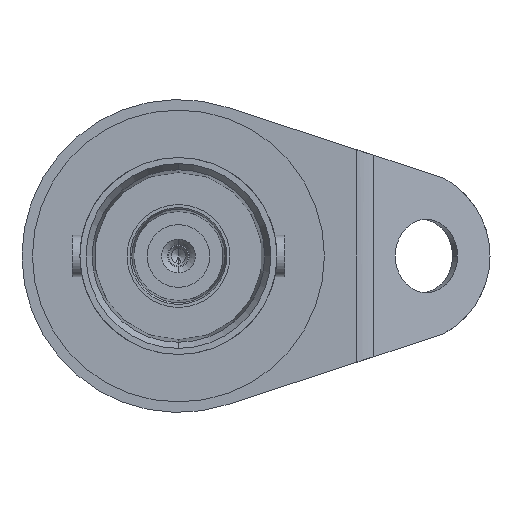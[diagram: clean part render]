
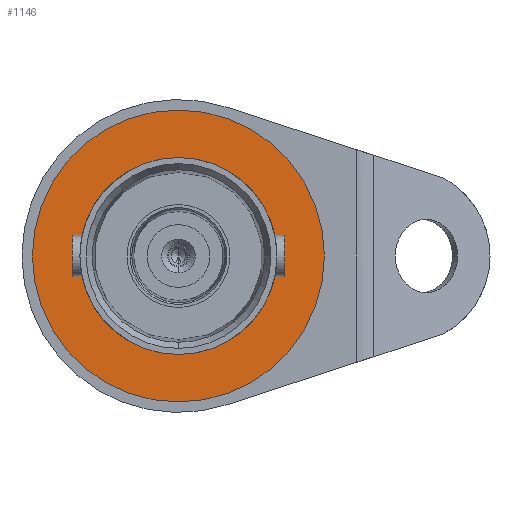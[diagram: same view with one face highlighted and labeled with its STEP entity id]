
A CAD part, left-side view. The second image highlights one B-rep face of the part: STEP entity #1146.
In plain terms, the highlighted planar face has unit normal (-1, 0, 0).
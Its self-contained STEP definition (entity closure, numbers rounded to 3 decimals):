
#505 = EDGE_CURVE ( 'NONE', #2423, #2192, #683, .T. ) ;
#648 = CARTESIAN_POINT ( 'NONE',  ( 4.064, 0., 19.878 ) ) ;
#683 = CIRCLE ( 'NONE', #4869, 4.784 ) ;
#721 = ORIENTED_EDGE ( 'NONE', *, *, #505, .F. ) ;
#1099 = EDGE_CURVE ( 'NONE', #4187, #3276, #2395, .T. ) ;
#1146 = ADVANCED_FACE ( 'NONE', ( #8832, #3179 ), #2445, .F. ) ;
#1160 = CARTESIAN_POINT ( 'NONE',  ( 4.064, 0., 15.094 ) ) ;
#1524 = AXIS2_PLACEMENT_3D ( 'NONE', #7743, #4321, #5537 ) ;
#2192 = VERTEX_POINT ( 'NONE', #5866 ) ;
#2395 = CIRCLE ( 'NONE', #6656, 7.091 ) ;
#2423 = VERTEX_POINT ( 'NONE', #648 ) ;
#2445 = PLANE ( 'NONE',  #6217 ) ;
#2464 = EDGE_CURVE ( 'NONE', #3276, #4187, #4029, .T. ) ;
#2518 = EDGE_CURVE ( 'NONE', #2192, #2423, #7428, .T. ) ;
#3179 = FACE_OUTER_BOUND ( 'NONE', #4535, .T. ) ;
#3276 = VERTEX_POINT ( 'NONE', #8263 ) ;
#3466 = DIRECTION ( 'NONE',  ( -1., 0., 0. ) ) ;
#3947 = CARTESIAN_POINT ( 'NONE',  ( 4.064, 0., 15.094 ) ) ;
#4029 = CIRCLE ( 'NONE', #1524, 7.091 ) ;
#4134 = CARTESIAN_POINT ( 'NONE',  ( 4.064, 0., 22.185 ) ) ;
#4166 = AXIS2_PLACEMENT_3D ( 'NONE', #5857, #8012, #7323 ) ;
#4187 = VERTEX_POINT ( 'NONE', #4134 ) ;
#4230 = EDGE_LOOP ( 'NONE', ( #721, #8248 ) ) ;
#4321 = DIRECTION ( 'NONE',  ( -1., 0., 0. ) ) ;
#4535 = EDGE_LOOP ( 'NONE', ( #6296, #6603 ) ) ;
#4869 = AXIS2_PLACEMENT_3D ( 'NONE', #3947, #3466, #4937 ) ;
#4937 = DIRECTION ( 'NONE',  ( 0., 0., 1. ) ) ;
#5537 = DIRECTION ( 'NONE',  ( 0., 0., 1. ) ) ;
#5857 = CARTESIAN_POINT ( 'NONE',  ( 4.064, 0., 15.094 ) ) ;
#5866 = CARTESIAN_POINT ( 'NONE',  ( 4.064, 0., 10.31 ) ) ;
#6217 = AXIS2_PLACEMENT_3D ( 'NONE', #6726, #8655, #8793 ) ;
#6296 = ORIENTED_EDGE ( 'NONE', *, *, #1099, .T. ) ;
#6603 = ORIENTED_EDGE ( 'NONE', *, *, #2464, .T. ) ;
#6656 = AXIS2_PLACEMENT_3D ( 'NONE', #1160, #7367, #8101 ) ;
#6726 = CARTESIAN_POINT ( 'NONE',  ( 4.064, 0., 0. ) ) ;
#7323 = DIRECTION ( 'NONE',  ( 0., 0., 1. ) ) ;
#7367 = DIRECTION ( 'NONE',  ( -1., 0., 0. ) ) ;
#7428 = CIRCLE ( 'NONE', #4166, 4.784 ) ;
#7743 = CARTESIAN_POINT ( 'NONE',  ( 4.064, 0., 15.094 ) ) ;
#8012 = DIRECTION ( 'NONE',  ( -1., 0., 0. ) ) ;
#8101 = DIRECTION ( 'NONE',  ( 0., 0., 1. ) ) ;
#8248 = ORIENTED_EDGE ( 'NONE', *, *, #2518, .F. ) ;
#8263 = CARTESIAN_POINT ( 'NONE',  ( 4.064, 0., 8.003 ) ) ;
#8655 = DIRECTION ( 'NONE',  ( 1., 0., 0. ) ) ;
#8793 = DIRECTION ( 'NONE',  ( 0., 0., -1. ) ) ;
#8832 = FACE_BOUND ( 'NONE', #4230, .T. ) ;
